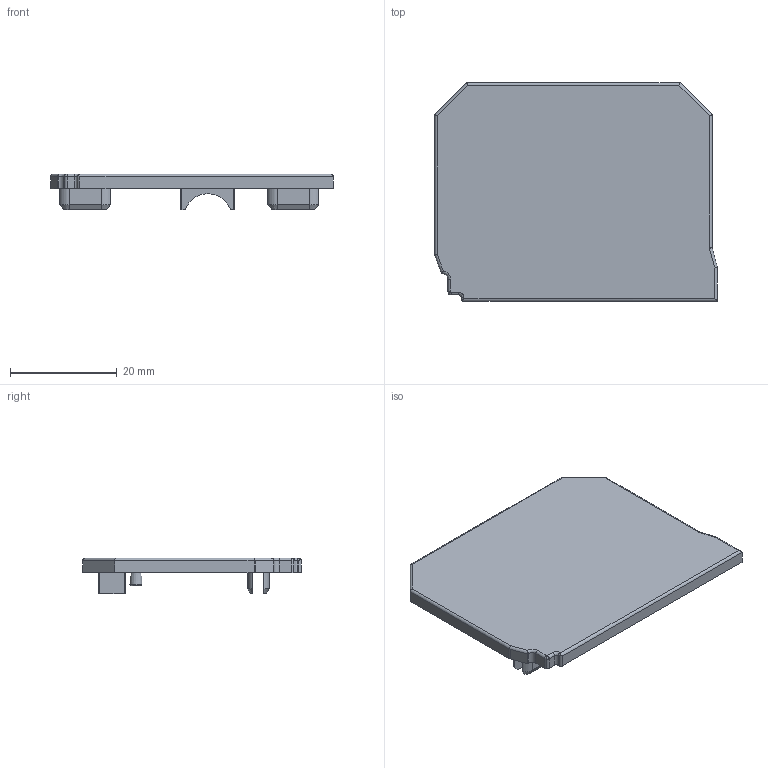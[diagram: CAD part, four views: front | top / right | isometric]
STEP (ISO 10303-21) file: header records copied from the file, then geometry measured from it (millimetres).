
FILE_DESCRIPTION(/* description */ (''),/* implementation_level */ '2;1');
FILE_NAME(/* name */ '2407_4_AP-SI.stp',/* time_stamp */ '2019-08-22T11:17:31+02:00',/* author */ (''),/* organization */ (''),/* preprocessor_version */ 'ST-DEVELOPER v16.7',/* originating_system */ 'SIEMENS PLM Software NX 12.0',/* authorisation */ '');
FILE_SCHEMA (('AUTOMOTIVE_DESIGN { 1 0 10303 214 3 1 1 1 }'));
Length unit declared in the file: millimetre
Products named in the file (1): 2407_4_AP-SI
Bounding box: 53 x 41 x 6.7 mm (x, y, z)
Volume: 5863.1 mm3; surface area: 5062.6 mm2
Topology: 1 solids, 1 shells, 97 faces, 229 edges, 142 vertices
Faces by surface type: plane 42, cylinder 36, cone 12, torus 6, sphere 1
Full cylindrical faces by diameter (mm): 1 x2, 1.5 x2
Entity records: 2735 total; most frequent: CARTESIAN_POINT 494, DIRECTION 478, ORIENTED_EDGE 428, EDGE_CURVE 214, AXIS2_PLACEMENT_3D 177, VERTEX_POINT 140, LINE 124, VECTOR 124
